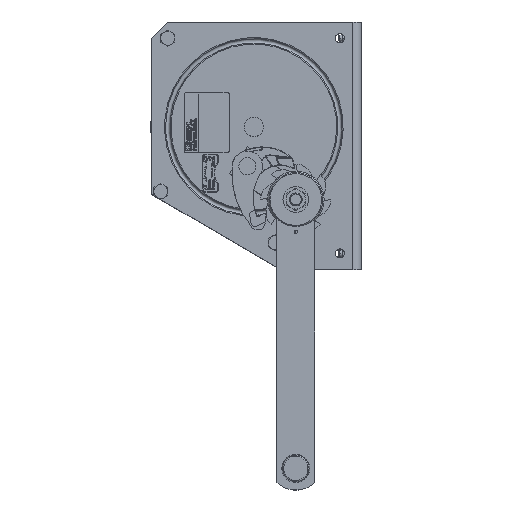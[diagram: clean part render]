
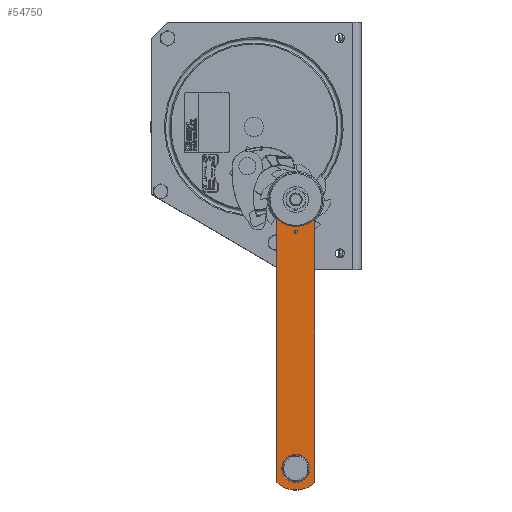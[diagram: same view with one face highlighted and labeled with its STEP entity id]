
A CAD part, top view. The second image highlights one B-rep face of the part: STEP entity #54750.
In plain terms, the highlighted face is planar.
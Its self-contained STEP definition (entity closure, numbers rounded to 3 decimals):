
#33400=CARTESIAN_POINT('',(-10.973,-17.5,17.854));
#33410=VERTEX_POINT('',#33400);
#33440=CARTESIAN_POINT('',(-10.973,0.,0.));
#33450=DIRECTION('',(1.,0.,0.));
#33460=DIRECTION('',(0.,1.,0.));
#33470=AXIS2_PLACEMENT_3D('',#33440,#33450,#33460);
#33480=CIRCLE('',#33470,25.);
#33490=CARTESIAN_POINT('',(-10.973,17.5,17.854));
#33500=VERTEX_POINT('',#33490);
#33510=EDGE_CURVE('',#33500,#33410,#33480,.T.);
#40180=CARTESIAN_POINT('',(-10.973,17.5,262.854));
#40190=VERTEX_POINT('',#40180);
#40220=CARTESIAN_POINT('',(-10.973,0.,245.))
;
#40230=DIRECTION('',(-1.,0.,0.));
#40240=DIRECTION('',(0.,-1.,0.));
#40250=AXIS2_PLACEMENT_3D('',#40220,#40230,#40240);
#40260=CIRCLE('',#40250,25.);
#40270=CARTESIAN_POINT('',(-10.973,-17.5,262.854));
#40280=VERTEX_POINT('',#40270);
#40290=EDGE_CURVE('',#40280,#40190,#40260,.T.);
#40550=CARTESIAN_POINT('',(-10.973,17.5,0.));
#40560=DIRECTION('',(0.,0.,-1.));
#40570=VECTOR('',#40560,1.);
#40580=LINE('',#40550,#40570);
#40590=EDGE_CURVE('',#40190,#33500,#40580,.T.);
#53750=CARTESIAN_POINT('',(-10.973,0.,31.6)
);
#53760=VERTEX_POINT('',#53750);
#53790=CARTESIAN_POINT('',(-10.973,0.,30.))
;
#53800=DIRECTION('',(1.,0.,0.));
#53810=DIRECTION('',(0.,0.,1.));
#53820=AXIS2_PLACEMENT_3D('',#53790,#53800,#53810);
#53830=CIRCLE('',#53820,1.6);
#53840=CARTESIAN_POINT('',(-10.973,0.,28.4)
);
#53850=VERTEX_POINT('',#53840);
#53860=EDGE_CURVE('',#53850,#53760,#53830,.T.);
#53980=CARTESIAN_POINT('',(-10.973,4.808,
-24.181));
#53990=DIRECTION('',(-1.,0.,0.));
#54000=DIRECTION('',(0.,-1.,0.));
#54010=AXIS2_PLACEMENT_3D('',#53980,#53990,#54000);
#54020=PLANE('',#54010);
#54030=ORIENTED_EDGE('',*,*,#40290,.F.);
#54040=ORIENTED_EDGE('',*,*,#40590,.F.);
#54050=ORIENTED_EDGE('',*,*,#33510,.F.);
#54060=CARTESIAN_POINT('',(-10.973,-17.5,0.));
#54070=DIRECTION('',(0.,0.,-1.));
#54080=VECTOR('',#54070,1.);
#54090=LINE('',#54060,#54080);
#54100=EDGE_CURVE('',#40280,#33410,#54090,.T.);
#54110=ORIENTED_EDGE('',*,*,#54100,.T.);
#54120=EDGE_LOOP('',(#54110,#54050,#54040,#54030));
#54130=FACE_OUTER_BOUND('',#54120,.T.);
#54140=CARTESIAN_POINT('',(-10.973,0.,250.))
;
#54150=DIRECTION('',(1.,0.,0.));
#54160=DIRECTION('',(0.,1.,0.));
#54170=AXIS2_PLACEMENT_3D('',#54140,#54150,#54160);
#54180=CIRCLE('',#54170,8.);
#54190=CARTESIAN_POINT('',(-10.973,-8.,250.));
#54200=VERTEX_POINT('',#54190);
#54210=CARTESIAN_POINT('',(-10.973,-4.,
243.072));
#54220=VERTEX_POINT('',#54210);
#54230=EDGE_CURVE('',#54200,#54220,#54180,.T.);
#54240=ORIENTED_EDGE('',*,*,#54230,.F.);
#54250=CARTESIAN_POINT('',(-10.973,0.,250.))
;
#54260=DIRECTION('',(1.,0.,0.));
#54270=DIRECTION('',(0.,1.,0.));
#54280=AXIS2_PLACEMENT_3D('',#54250,#54260,#54270);
#54290=CIRCLE('',#54280,8.);
#54300=CARTESIAN_POINT('',(-10.973,4.,
243.072));
#54310=VERTEX_POINT('',#54300);
#54320=EDGE_CURVE('',#54220,#54310,#54290,.T.);
#54330=ORIENTED_EDGE('',*,*,#54320,.F.);
#54340=CARTESIAN_POINT('',(-10.973,0.,250.))
;
#54350=DIRECTION('',(1.,0.,0.));
#54360=DIRECTION('',(0.,1.,0.));
#54370=AXIS2_PLACEMENT_3D('',#54340,#54350,#54360);
#54380=CIRCLE('',#54370,8.);
#54390=CARTESIAN_POINT('',(-10.973,8.,250.));
#54400=VERTEX_POINT('',#54390);
#54410=EDGE_CURVE('',#54310,#54400,#54380,.T.);
#54420=ORIENTED_EDGE('',*,*,#54410,.F.);
#54430=CARTESIAN_POINT('',(-10.973,0.,250.))
;
#54440=DIRECTION('',(1.,0.,0.));
#54450=DIRECTION('',(0.,1.,0.));
#54460=AXIS2_PLACEMENT_3D('',#54430,#54440,#54450);
#54470=CIRCLE('',#54460,8.);
#54480=CARTESIAN_POINT('',(-10.973,4.,
256.928));
#54490=VERTEX_POINT('',#54480);
#54500=EDGE_CURVE('',#54400,#54490,#54470,.T.);
#54510=ORIENTED_EDGE('',*,*,#54500,.F.);
#54520=CARTESIAN_POINT('',(-10.973,0.,250.))
;
#54530=DIRECTION('',(1.,0.,0.));
#54540=DIRECTION('',(0.,1.,0.));
#54550=AXIS2_PLACEMENT_3D('',#54520,#54530,#54540);
#54560=CIRCLE('',#54550,8.);
#54570=CARTESIAN_POINT('',(-10.973,-4.,
256.928));
#54580=VERTEX_POINT('',#54570);
#54590=EDGE_CURVE('',#54490,#54580,#54560,.T.);
#54600=ORIENTED_EDGE('',*,*,#54590,.F.);
#54610=CARTESIAN_POINT('',(-10.973,0.,250.))
;
#54620=DIRECTION('',(1.,0.,0.));
#54630=DIRECTION('',(0.,1.,0.));
#54640=AXIS2_PLACEMENT_3D('',#54610,#54620,#54630);
#54650=CIRCLE('',#54640,8.);
#54660=EDGE_CURVE('',#54580,#54200,#54650,.T.);
#54670=ORIENTED_EDGE('',*,*,#54660,.F.);
#54680=EDGE_LOOP('',(#54670,#54600,#54510,#54420,#54330,#54240));
#54690=FACE_BOUND('',#54680,.T.);
#54700=EDGE_CURVE('',#53760,#53850,#53830,.T.);
#54710=ORIENTED_EDGE('',*,*,#54700,.F.);
#54720=ORIENTED_EDGE('',*,*,#53860,.F.);
#54730=EDGE_LOOP('',(#54720,#54710));
#54740=FACE_BOUND('',#54730,.T.);
#54750=ADVANCED_FACE('',(#54130,#54690,#54740),#54020,.F.);
